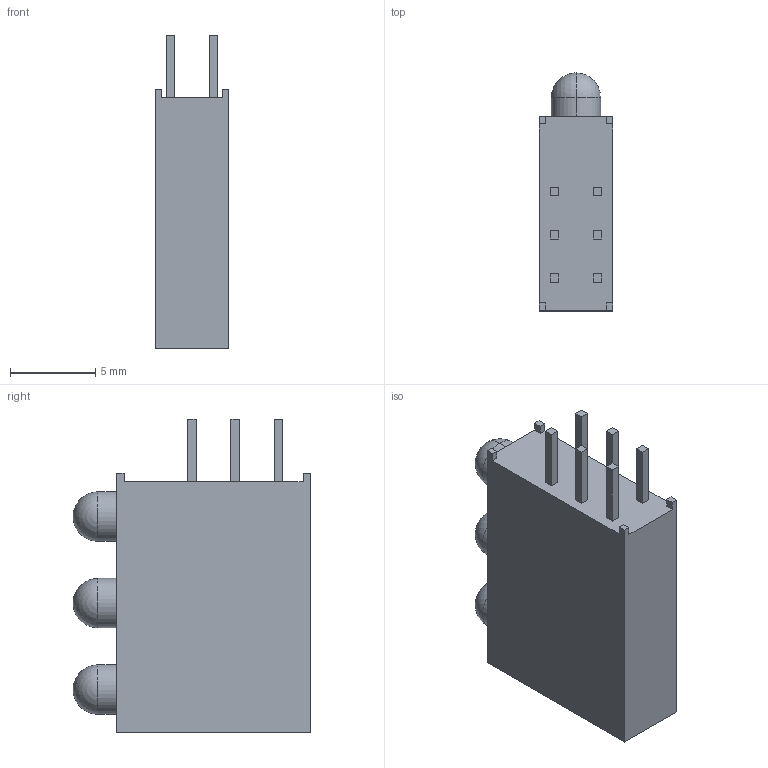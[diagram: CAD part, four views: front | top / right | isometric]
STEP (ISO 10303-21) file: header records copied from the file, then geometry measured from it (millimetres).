
FILE_DESCRIPTION (( 'STEP AP214' ), '1' );
FILE_NAME ('SSF-LXH340LYGID.STEP', '2023-02-11T08:12:29', ( '' ), ( '' ), 'SwSTEP 2.0', 'SolidWorks 2022', '' );
FILE_SCHEMA (( 'AUTOMOTIVE_DESIGN' ));
Length unit declared in the file: millimetre
Products named in the file (1): SSF-LXH340LYGID
Bounding box: 4.32 x 13.97 x 18.42 mm (x, y, z)
Volume: 774.4 mm3; surface area: 702.8 mm2
Topology: 10 solids, 10 shells, 69 faces, 156 edges, 101 vertices
Faces by surface type: plane 57, cylinder 6, sphere 6
Entity records: 2653 total; most frequent: CARTESIAN_POINT 309, DIRECTION 302, ORIENTED_EDGE 288, EDGE_CURVE 144, LINE 126, VECTOR 126, VERTEX_POINT 95, AXIS2_PLACEMENT_3D 88
